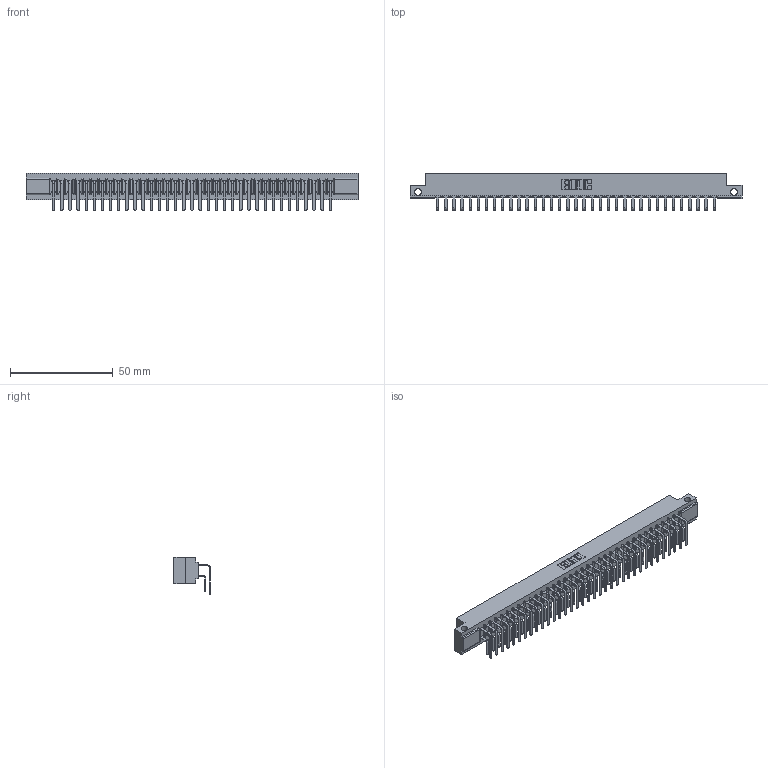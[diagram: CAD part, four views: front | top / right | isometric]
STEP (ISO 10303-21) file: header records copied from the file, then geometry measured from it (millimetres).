
FILE_DESCRIPTION (( 'STEP AP203' ), '1' );
FILE_NAME ('357-035-459-112.STEP', '2020-10-02T12:43:06', ( '' ), ( '' ), 'SwSTEP 2.0', 'SolidWorks 2020', '' );
FILE_SCHEMA (( 'CONFIG_CONTROL_DESIGN' ));
Length unit declared in the file: inch
Products named in the file (4): 307 Part_.128 Dia Side Mounting Holes; 307-290-001_559 - 2 (Single); 357-035-459-112; 307-290-001_558 559 - 1 (Single)
Assembly tree (71 placements, depth 2):
  357-035-459-112
    307 Part_.128 Dia Side Mounting Holes
    307-290-001_558 559 - 1 (Single)  x35
    307-290-001_559 - 2 (Single)  x35
Bounding box: 161.7 x 17.69 x 18.07 mm (x, y, z)
Volume: 17313.1 mm3; surface area: 22835.6 mm2
Topology: 71 solids, 71 shells, 3654 faces, 10263 edges, 6650 vertices
Faces by surface type: plane 2380, cylinder 1202, sphere 72
Entity records: 33437 total; most frequent: CARTESIAN_POINT 5473, ORIENTED_EDGE 5422, DIRECTION 5363, EDGE_CURVE 2711, VECTOR 2075, LINE 2075, VERTEX_POINT 1754, AXIS2_PLACEMENT_3D 1644
